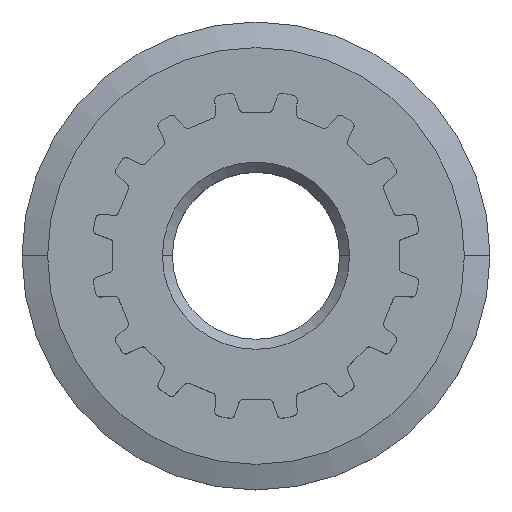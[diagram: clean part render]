
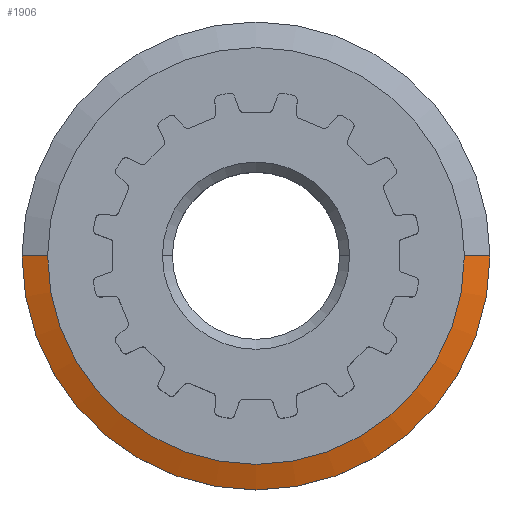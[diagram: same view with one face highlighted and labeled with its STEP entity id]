
A CAD part, top view. The second image highlights one B-rep face of the part: STEP entity #1906.
In plain terms, the highlighted conical face has half-angle 70 degrees and reference radius 7 mm.
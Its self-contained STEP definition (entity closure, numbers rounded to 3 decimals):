
#20 = DIRECTION ( 'NONE',  ( 0.94, 0., -0.342 ) ) ;
#22 = CARTESIAN_POINT ( 'NONE',  ( 7., 0., -1.779 ) ) ;
#668 = DIRECTION ( 'NONE',  ( 0., 0., -1. ) ) ;
#669 = CARTESIAN_POINT ( 'NONE',  ( 0., 0., -1.779 ) ) ;
#671 = DIRECTION ( 'NONE',  ( -1., 0., 0. ) ) ;
#971 = CIRCLE ( 'NONE', #4409, 7. ) ;
#973 = CIRCLE ( 'NONE', #4408, 6.234 ) ;
#1286 = CARTESIAN_POINT ( 'NONE',  ( 0., 0., -1.5 ) ) ;
#1287 = DIRECTION ( 'NONE',  ( 0., 0., 1. ) ) ;
#1288 = DIRECTION ( 'NONE',  ( 1., 0., 0. ) ) ;
#1291 = CARTESIAN_POINT ( 'NONE',  ( 0., 0., -1.779 ) ) ;
#1292 = DIRECTION ( 'NONE',  ( 0., 0., 1. ) ) ;
#1293 = DIRECTION ( 'NONE',  ( 1., 0., 0. ) ) ;
#1541 = VERTEX_POINT ( 'NONE', #2184 ) ;
#1549 = VERTEX_POINT ( 'NONE', #2170 ) ;
#1552 = VERTEX_POINT ( 'NONE', #2165 ) ;
#1569 = VERTEX_POINT ( 'NONE', #2163 ) ;
#1704 = CONICAL_SURFACE ( 'NONE', #4307, 7., 1.222 ) ;
#1720 = FACE_OUTER_BOUND ( 'NONE', #3452, .T. ) ;
#1906 = ADVANCED_FACE ( 'NONE', ( #1720 ), #1704, .T. ) ;
#2163 = CARTESIAN_POINT ( 'NONE',  ( 6.234, 0., -1.5 ) ) ;
#2165 = CARTESIAN_POINT ( 'NONE',  ( -6.234, 0., -1.5 ) ) ;
#2170 = CARTESIAN_POINT ( 'NONE',  ( -7., 0., -1.779 ) ) ;
#2184 = CARTESIAN_POINT ( 'NONE',  ( 7., 0., -1.779 ) ) ;
#3274 = ORIENTED_EDGE ( 'NONE', *, *, #4144, .F. ) ;
#3275 = ORIENTED_EDGE ( 'NONE', *, *, #4498, .F. ) ;
#3276 = ORIENTED_EDGE ( 'NONE', *, *, #4141, .T. ) ;
#3277 = ORIENTED_EDGE ( 'NONE', *, *, #4500, .T. ) ;
#3452 = EDGE_LOOP ( 'NONE', ( #3274, #3275, #3276, #3277 ) ) ;
#3524 = DIRECTION ( 'NONE',  ( -0.94, 0., -0.342 ) ) ;
#3548 = CARTESIAN_POINT ( 'NONE',  ( -7., 0., -1.779 ) ) ;
#4003 = VECTOR ( 'NONE', #20, 1000. ) ;
#4005 = LINE ( 'NONE', #22, #4003 ) ;
#4007 = VECTOR ( 'NONE', #3524, 1000. ) ;
#4014 = LINE ( 'NONE', #3548, #4007 ) ;
#4141 = EDGE_CURVE ( 'NONE', #1552, #1549, #4014, .T. ) ;
#4144 = EDGE_CURVE ( 'NONE', #1569, #1541, #4005, .T. ) ;
#4307 = AXIS2_PLACEMENT_3D ( 'NONE', #669, #668, #671 ) ;
#4408 = AXIS2_PLACEMENT_3D ( 'NONE', #1286, #1287, #1288 ) ;
#4409 = AXIS2_PLACEMENT_3D ( 'NONE', #1291, #1292, #1293 ) ;
#4498 = EDGE_CURVE ( 'NONE', #1552, #1569, #973, .T. ) ;
#4500 = EDGE_CURVE ( 'NONE', #1549, #1541, #971, .T. ) ;
